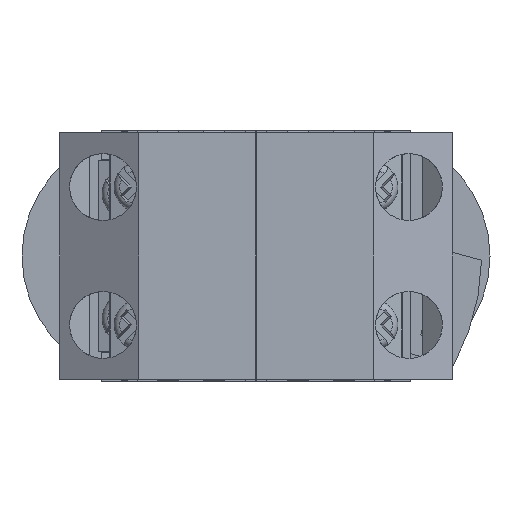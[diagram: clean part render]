
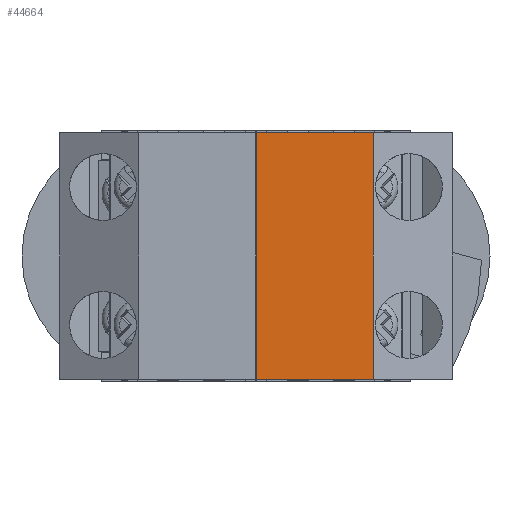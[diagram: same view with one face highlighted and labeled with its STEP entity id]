
A CAD part, front view. The second image highlights one B-rep face of the part: STEP entity #44664.
In plain terms, the highlighted planar face has unit normal (0, -1, 0).
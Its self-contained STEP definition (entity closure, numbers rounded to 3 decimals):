
#1059 = VERTEX_POINT ( 'NONE', #54035 ) ;
#1685 = AXIS2_PLACEMENT_3D ( 'NONE', #35054, #26677, #47612 ) ;
#2212 = DIRECTION ( 'NONE',  ( 0., 0., -1. ) ) ;
#2808 = DIRECTION ( 'NONE',  ( 0., 0., -1. ) ) ;
#3341 = CARTESIAN_POINT ( 'NONE',  ( 0.1, -27.5, -14.75 ) ) ;
#4948 = EDGE_CURVE ( 'NONE', #1059, #18740, #44680, .T. ) ;
#10129 = EDGE_CURVE ( 'NONE', #46860, #35095, #43185, .T. ) ;
#12829 = CARTESIAN_POINT ( 'NONE',  ( 0., -27.5, -14.75 ) ) ;
#15225 = VECTOR ( 'NONE', #17040, 1000. ) ;
#17040 = DIRECTION ( 'NONE',  ( 1., 0., 0. ) ) ;
#17326 = ORIENTED_EDGE ( 'NONE', *, *, #10129, .F. ) ;
#18680 = ORIENTED_EDGE ( 'NONE', *, *, #4948, .T. ) ;
#18740 = VERTEX_POINT ( 'NONE', #3341 ) ;
#18781 = CARTESIAN_POINT ( 'NONE',  ( 14., -27.5, 14.75 ) ) ;
#22526 = VECTOR ( 'NONE', #2808, 1000. ) ;
#26461 = CARTESIAN_POINT ( 'NONE',  ( 14., -27.5, 14.75 ) ) ;
#26677 = DIRECTION ( 'NONE',  ( 0., 1., 0. ) ) ;
#27394 = CARTESIAN_POINT ( 'NONE',  ( 14., -27.5, -14.75 ) ) ;
#29703 = EDGE_CURVE ( 'NONE', #18740, #35095, #37414, .T. ) ;
#30968 = VECTOR ( 'NONE', #32317, 1000. ) ;
#31942 = CARTESIAN_POINT ( 'NONE',  ( 0.1, -27.5, 14.75 ) ) ;
#32317 = DIRECTION ( 'NONE',  ( 1., 0., 0. ) ) ;
#35054 = CARTESIAN_POINT ( 'NONE',  ( 0., -27.5, 14.75 ) ) ;
#35095 = VERTEX_POINT ( 'NONE', #27394 ) ;
#36944 = ORIENTED_EDGE ( 'NONE', *, *, #40158, .F. ) ;
#37414 = LINE ( 'NONE', #12829, #15225 ) ;
#40158 = EDGE_CURVE ( 'NONE', #1059, #46860, #53201, .T. ) ;
#41313 = EDGE_LOOP ( 'NONE', ( #53191, #17326, #36944, #18680 ) ) ;
#43185 = LINE ( 'NONE', #18781, #53015 ) ;
#43441 = PLANE ( 'NONE',  #1685 ) ;
#44664 = ADVANCED_FACE ( 'NONE', ( #46717 ), #43441, .F. ) ;
#44680 = LINE ( 'NONE', #31942, #22526 ) ;
#46717 = FACE_OUTER_BOUND ( 'NONE', #41313, .T. ) ;
#46860 = VERTEX_POINT ( 'NONE', #26461 ) ;
#47612 = DIRECTION ( 'NONE',  ( -1., 0., 0. ) ) ;
#49107 = CARTESIAN_POINT ( 'NONE',  ( 0., -27.5, 14.75 ) ) ;
#53015 = VECTOR ( 'NONE', #2212, 1000. ) ;
#53191 = ORIENTED_EDGE ( 'NONE', *, *, #29703, .T. ) ;
#53201 = LINE ( 'NONE', #49107, #30968 ) ;
#54035 = CARTESIAN_POINT ( 'NONE',  ( 0.1, -27.5, 14.75 ) ) ;
